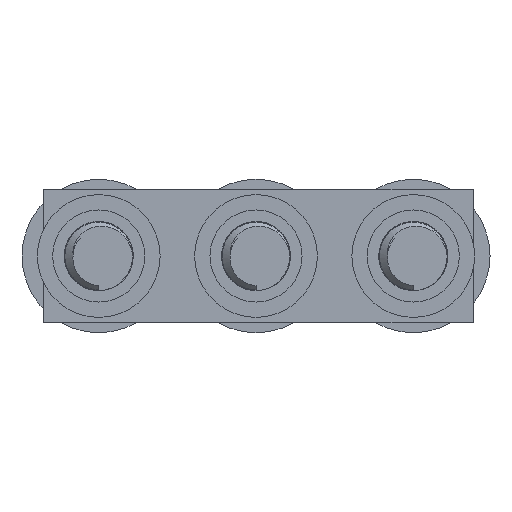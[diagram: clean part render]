
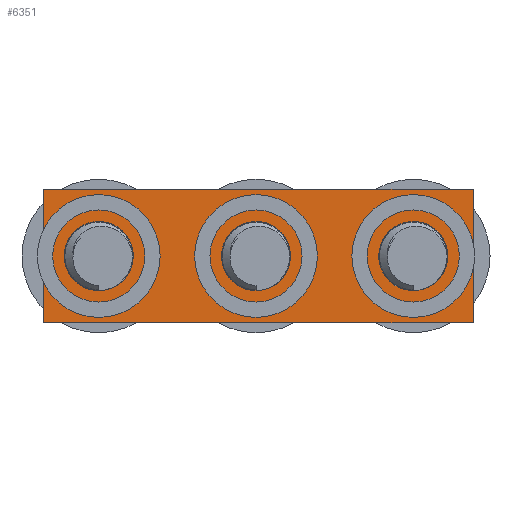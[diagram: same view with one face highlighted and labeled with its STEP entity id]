
A CAD part, front view. The second image highlights one B-rep face of the part: STEP entity #6351.
In plain terms, the highlighted planar face has unit normal (0, -1, 0).
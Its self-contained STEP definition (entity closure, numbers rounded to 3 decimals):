
#388 = EDGE_CURVE ( 'NONE', #1208, #5064, #597, .T. ) ;
#496 = CARTESIAN_POINT ( 'NONE',  ( 12.2, -3.75, 2.175 ) ) ;
#597 = LINE ( 'NONE', #1499, #3133 ) ;
#928 = AXIS2_PLACEMENT_3D ( 'NONE', #4263, #1260, #4778 ) ;
#1208 = VERTEX_POINT ( 'NONE', #4346 ) ;
#1223 = VECTOR ( 'NONE', #2905, 1000. ) ;
#1260 = DIRECTION ( 'NONE',  ( 0., -1., 0. ) ) ;
#1302 = ORIENTED_EDGE ( 'NONE', *, *, #1815, .T. ) ;
#1499 = CARTESIAN_POINT ( 'NONE',  ( 12.2, -3.75, -2.175 ) ) ;
#1759 = EDGE_LOOP ( 'NONE', ( #1302, #5937, #4025, #3631 ) ) ;
#1815 = EDGE_CURVE ( 'NONE', #6312, #1208, #2871, .T. ) ;
#1997 = DIRECTION ( 'NONE',  ( 0., 0., -1. ) ) ;
#2012 = DIRECTION ( 'NONE',  ( 1., 0., 0. ) ) ;
#2227 = FACE_OUTER_BOUND ( 'NONE', #1759, .T. ) ;
#2317 = CARTESIAN_POINT ( 'NONE',  ( -1.8, -3.75, 2.175 ) ) ;
#2871 = LINE ( 'NONE', #5003, #5531 ) ;
#2905 = DIRECTION ( 'NONE',  ( 0., 0., 1. ) ) ;
#3133 = VECTOR ( 'NONE', #2012, 1000. ) ;
#3189 = VECTOR ( 'NONE', #3522, 1000. ) ;
#3278 = CARTESIAN_POINT ( 'NONE',  ( 12.2, -3.75, -2.175 ) ) ;
#3522 = DIRECTION ( 'NONE',  ( -1., 0., 0. ) ) ;
#3628 = EDGE_CURVE ( 'NONE', #5064, #5865, #5247, .T. ) ;
#3631 = ORIENTED_EDGE ( 'NONE', *, *, #5248, .T. ) ;
#4025 = ORIENTED_EDGE ( 'NONE', *, *, #3628, .T. ) ;
#4263 = CARTESIAN_POINT ( 'NONE',  ( 0., -3.75, 0. ) ) ;
#4346 = CARTESIAN_POINT ( 'NONE',  ( -1.8, -3.75, -2.175 ) ) ;
#4526 = LINE ( 'NONE', #496, #3189 ) ;
#4749 = PLANE ( 'NONE',  #928 ) ;
#4778 = DIRECTION ( 'NONE',  ( 0., 0., -1. ) ) ;
#5003 = CARTESIAN_POINT ( 'NONE',  ( -1.8, -3.75, -2.175 ) ) ;
#5064 = VERTEX_POINT ( 'NONE', #3278 ) ;
#5247 = LINE ( 'NONE', #5897, #1223 ) ;
#5248 = EDGE_CURVE ( 'NONE', #5865, #6312, #4526, .T. ) ;
#5531 = VECTOR ( 'NONE', #1997, 1000. ) ;
#5614 = CARTESIAN_POINT ( 'NONE',  ( 12.2, -3.75, 2.175 ) ) ;
#5865 = VERTEX_POINT ( 'NONE', #5614 ) ;
#5897 = CARTESIAN_POINT ( 'NONE',  ( 12.2, -3.75, -2.175 ) ) ;
#5937 = ORIENTED_EDGE ( 'NONE', *, *, #388, .T. ) ;
#6312 = VERTEX_POINT ( 'NONE', #2317 ) ;
#6351 = ADVANCED_FACE ( 'NONE', ( #2227 ), #4749, .T. ) ;
